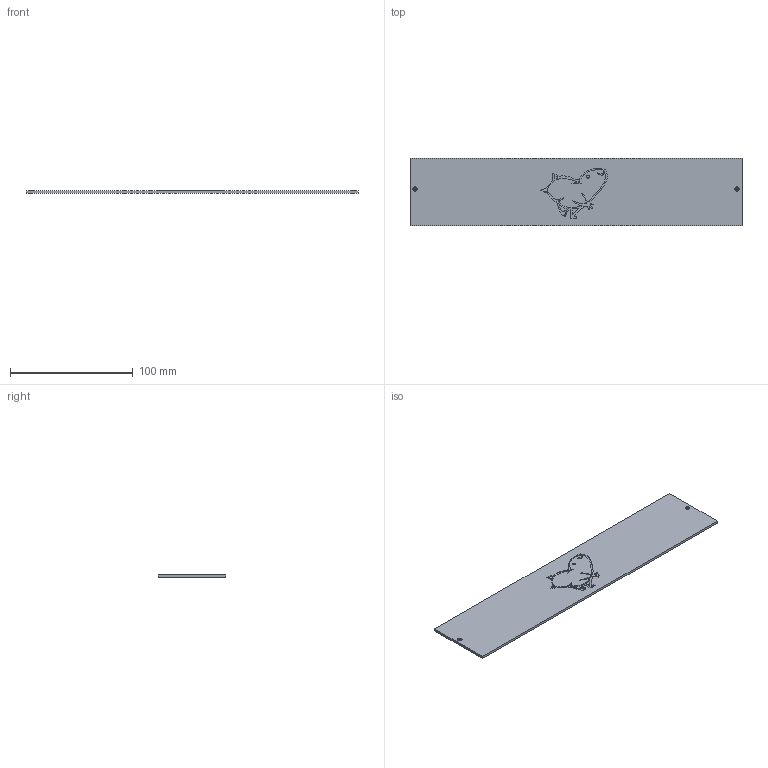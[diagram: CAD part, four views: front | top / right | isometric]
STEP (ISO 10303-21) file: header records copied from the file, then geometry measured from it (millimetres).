
FILE_DESCRIPTION(/* description */ (''),/* implementation_level */ '2;1');
FILE_NAME(/* name */ 'Weight.step',/* time_stamp */ '2023-05-21T17:03:35-07:00',/* author */ (''),/* organization */ (''),/* preprocessor_version */ 'ST-DEVELOPER v19.2',/* originating_system */ 'Autodesk Translation Framework v12.4.0.73',/* authorisation */ '');
FILE_SCHEMA (('AUTOMOTIVE_DESIGN { 1 0 10303 214 3 1 1 }'));
Length unit declared in the file: millimetre
Products named in the file (1): (Unsaved)
Bounding box: 270 x 55 x 2 mm (x, y, z)
Volume: 29470.6 mm3; surface area: 31323.1 mm2
Topology: 1 solids, 1 shells, 90 faces, 240 edges, 160 vertices
Faces by surface type: bspline 67, plane 19, cylinder 4
Full cylindrical faces by diameter (mm): 1.8 x2, 3.5 x2
Entity records: 2974 total; most frequent: CARTESIAN_POINT 1134, ORIENTED_EDGE 480, EDGE_CURVE 240, DIRECTION 162, VERTEX_POINT 160, B_SPLINE_CURVE_WITH_KNOTS 134, EDGE_LOOP 102, LINE 98
